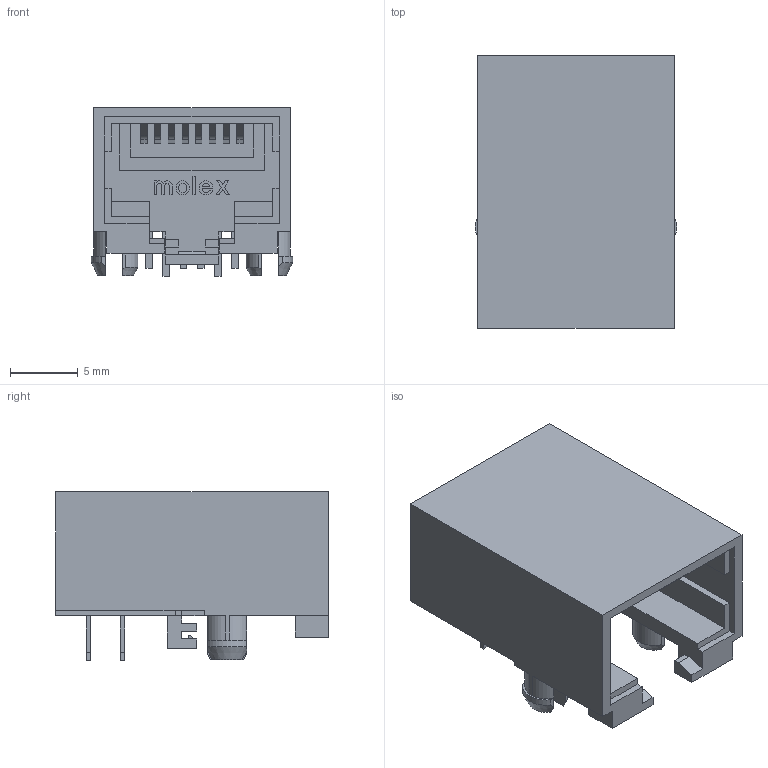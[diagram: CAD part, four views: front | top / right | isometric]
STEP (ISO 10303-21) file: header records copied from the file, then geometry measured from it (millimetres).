
FILE_DESCRIPTION(/* description */ (''),/* implementation_level */ '2;1');
FILE_NAME(/* name */ '446610002wbm000_02_214.stp',/* time_stamp */ '2022-09-16T12:18:27+06:00',/* author */ (''),/* organization */ (''),/* preprocessor_version */ 'ST-DEVELOPER v16.7',/* originating_system */ 'SIEMENS PLM Software NX 1919',/* authorisation */ '');
FILE_SCHEMA (('AUTOMOTIVE_DESIGN { 1 0 10303 214 3 1 1 1 }'));
Length unit declared in the file: millimetre
Products named in the file (1): 446610002wbm000_02
Bounding box: 14.92 x 20.2 x 12.49 mm (x, y, z)
Volume: 1824.3 mm3; surface area: 1916.4 mm2
Topology: 1 solids, 1 shells, 361 faces, 1023 edges, 680 vertices
Faces by surface type: plane 331, cylinder 26, cone 4
Entity records: 11553 total; most frequent: CARTESIAN_POINT 2121, ORIENTED_EDGE 2046, DIRECTION 1787, EDGE_CURVE 1023, LINE 951, VECTOR 951, VERTEX_POINT 680, AXIS2_PLACEMENT_3D 418
